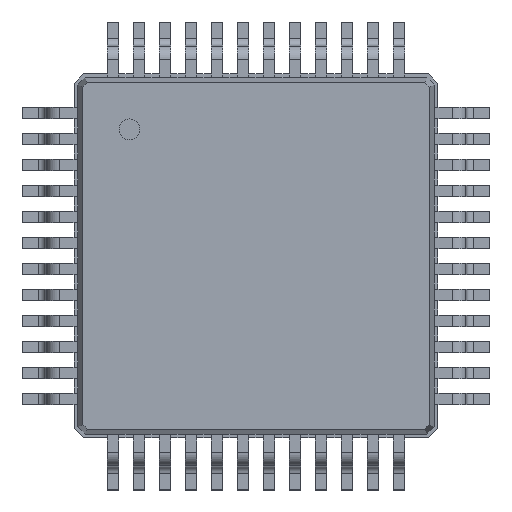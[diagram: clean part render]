
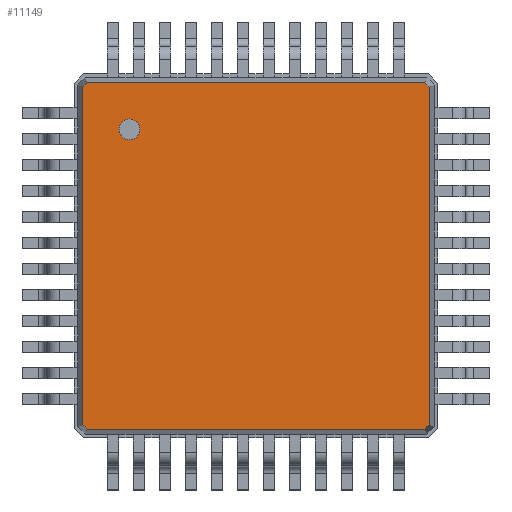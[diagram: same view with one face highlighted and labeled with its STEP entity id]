
A CAD part, top view. The second image highlights one B-rep face of the part: STEP entity #11149.
In plain terms, the highlighted planar face has unit normal (0, 0, 1).
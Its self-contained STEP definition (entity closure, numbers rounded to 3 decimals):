
#27=VECTOR('',#28,1.);
#28=DIRECTION('',(1.,0.,0.));
#148=VECTOR('',#149,1.);
#149=DIRECTION('',(0.707,0.707,0.));
#155=VECTOR('',#156,1.);
#156=DIRECTION('',(0.,1.,0.));
#162=VECTOR('',#163,1.);
#163=DIRECTION('',(-0.707,0.707,0.));
#169=VECTOR('',#170,1.);
#170=DIRECTION('',(-1.,0.,0.));
#176=VECTOR('',#177,1.);
#177=DIRECTION('',(-0.707,-0.707,0.));
#183=VECTOR('',#184,1.);
#184=DIRECTION('',(0.,-1.,0.));
#188=VECTOR('',#189,1.);
#189=DIRECTION('',(0.707,-0.707,0.));
#4490=DIRECTION('',(0.,0.,-1.));
#4589=VERTEX_POINT('',#4590);
#4590=CARTESIAN_POINT('',(-3.335,3.242,1.1));
#4593=EDGE_CURVE('',#4594,#4589,#4596,.T.);
#4594=VERTEX_POINT('',#4595);
#4595=CARTESIAN_POINT('',(-3.335,-3.242,1.1));
#4596=LINE('',#4595,#155);
#4607=VERTEX_POINT('',#4608);
#4608=CARTESIAN_POINT('',(-3.242,3.335,1.1));
#4611=EDGE_CURVE('',#4589,#4607,#4612,.T.);
#4612=LINE('',#4590,#148);
#4657=VERTEX_POINT('',#4658);
#4658=CARTESIAN_POINT('',(3.242,3.335,1.1));
#4661=EDGE_CURVE('',#4607,#4657,#4662,.T.);
#4662=LINE('',#4608,#27);
#5753=VERTEX_POINT('',#5754);
#5754=CARTESIAN_POINT('',(3.335,3.242,1.1));
#5757=EDGE_CURVE('',#4657,#5753,#5758,.T.);
#5758=LINE('',#4658,#188);
#5863=VERTEX_POINT('',#5864);
#5864=CARTESIAN_POINT('',(3.335,-3.242,1.1));
#5867=EDGE_CURVE('',#5753,#5863,#5868,.T.);
#5868=LINE('',#5754,#183);
#11149=ADVANCED_FACE('',(#11150,#11170),#11180,.F.);
#11150=FACE_BOUND('',#11151,.F.);
#11151=EDGE_LOOP('',(#11152,#11153,#11154,#11155,#11160,#11165,#11168,#11169));
#11152=ORIENTED_EDGE('',*,*,#4661,.T.);
#11153=ORIENTED_EDGE('',*,*,#5757,.T.);
#11154=ORIENTED_EDGE('',*,*,#5867,.T.);
#11155=ORIENTED_EDGE('',*,*,#11156,.T.);
#11156=EDGE_CURVE('',#5863,#11157,#11159,.T.);
#11157=VERTEX_POINT('',#11158);
#11158=CARTESIAN_POINT('',(3.242,-3.335,1.1));
#11159=LINE('',#5864,#176);
#11160=ORIENTED_EDGE('',*,*,#11161,.T.);
#11161=EDGE_CURVE('',#11157,#11162,#11164,.T.);
#11162=VERTEX_POINT('',#11163);
#11163=CARTESIAN_POINT('',(-3.242,-3.335,1.1));
#11164=LINE('',#11158,#169);
#11165=ORIENTED_EDGE('',*,*,#11166,.T.);
#11166=EDGE_CURVE('',#11162,#4594,#11167,.T.);
#11167=LINE('',#11163,#162);
#11168=ORIENTED_EDGE('',*,*,#4593,.T.);
#11169=ORIENTED_EDGE('',*,*,#4611,.T.);
#11170=FACE_BOUND('',#11171,.F.);
#11171=EDGE_LOOP('',(#11172));
#11172=ORIENTED_EDGE('',*,*,#11173,.F.);
#11173=EDGE_CURVE('',#11174,#11174,#11176,.T.);
#11174=VERTEX_POINT('',#11175);
#11175=CARTESIAN_POINT('',(-2.435,2.235,1.1));
#11176=CIRCLE('',#11177,0.2);
#11177=AXIS2_PLACEMENT_3D('',#11178,#11179,#184);
#11178=CARTESIAN_POINT('',(-2.435,2.435,1.1));
#11179=DIRECTION('',(0.,-0.,-1.));
#11180=PLANE('',#11181);
#11181=AXIS2_PLACEMENT_3D('',#4608,#4490,#11182);
#11182=DIRECTION('',(0.697,-0.717,0.));
